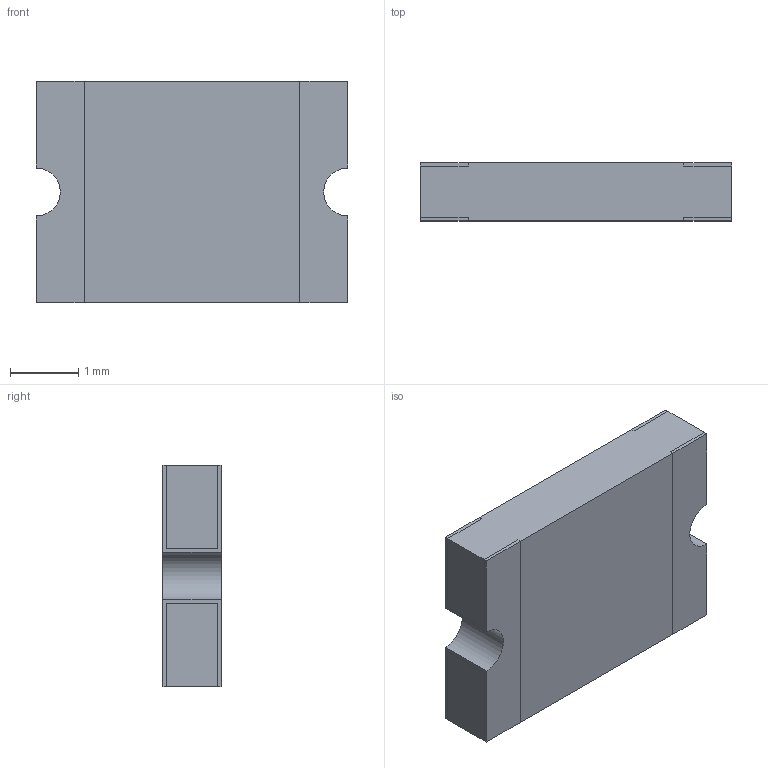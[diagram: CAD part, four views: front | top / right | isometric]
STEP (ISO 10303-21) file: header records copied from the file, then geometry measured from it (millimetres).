
FILE_DESCRIPTION (( 'STEP AP214' ), '1' );
FILE_NAME ('MF-MSMF200-2.STEP', '2020-01-17T18:51:10', ( '' ), ( '' ), 'SwSTEP 2.0', 'SolidWorks 2017', '' );
FILE_SCHEMA (( 'AUTOMOTIVE_DESIGN' ));
Length unit declared in the file: millimetre
Products named in the file (1): MF-MSMF200-2
Bounding box: 4.55 x 0.85 x 3.24 mm (x, y, z)
Volume: 12.2 mm3; surface area: 63.8 mm2
Topology: 3 solids, 3 shells, 46 faces, 120 edges, 80 vertices
Faces by surface type: plane 40, cylinder 6
Entity records: 1448 total; most frequent: CARTESIAN_POINT 247, ORIENTED_EDGE 240, DIRECTION 226, EDGE_CURVE 120, LINE 108, VECTOR 108, VERTEX_POINT 80, AXIS2_PLACEMENT_3D 59
